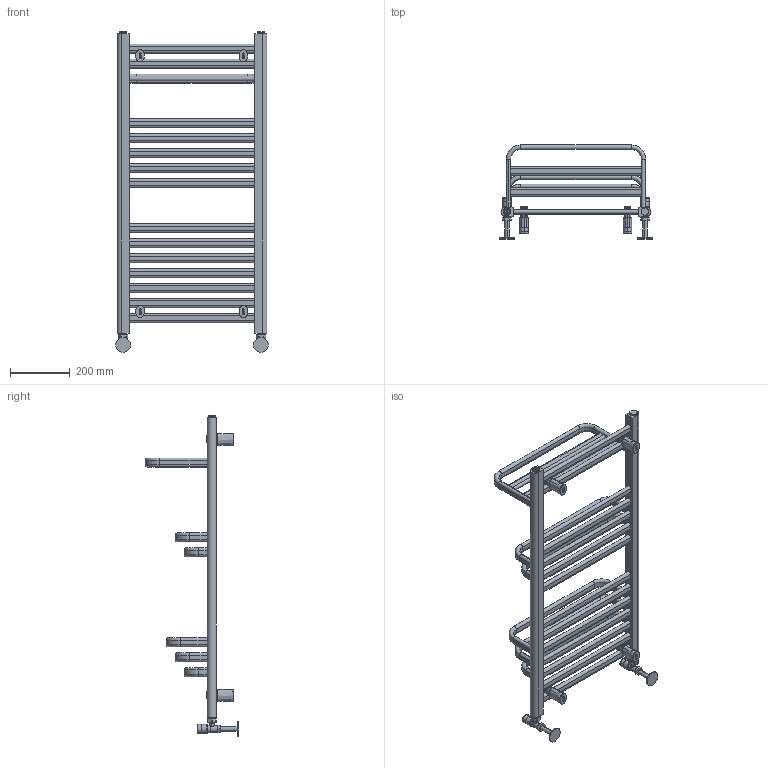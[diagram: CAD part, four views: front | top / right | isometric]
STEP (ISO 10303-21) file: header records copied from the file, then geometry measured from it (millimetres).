
FILE_DESCRIPTION (( 'STEP AP203' ), '1' );
FILE_NAME ('R11-1000x500T倰掖穡2.STEP', '2019-06-05T00:21:20', ( 'USER-' ), ( 'MS' ), 'SwSTEP 2.0', 'SolidWorks 2010', '' );
FILE_SCHEMA (( 'CONFIG_CONTROL_DESIGN' ));
Length unit declared in the file: millimetre
Products named in the file (17): RP0101-03; 褒概; R01盓傅郋极; M5X16坋趼蹟佪隊_GB_SOCKET_TYPE7 M5X16-C; 俔奪1; R11-1000x500T倰掖穡2; 500翋奪; 佪黑; 變瑞; RP0101-02; RP0102-01_Default; RP0101-03蚾庉裔; M6X35坋趼蹟佪隊_GB_WOOD_SCREWS_TYPE136 M6X35-C; 俔奪1 - 扥奪; 俔奪3; 俔奪2; R11盓奪
Assembly tree (38 placements, depth 3):
  R11-1000x500T倰掖穡2
    R11盓奪  x16
    變瑞
    500翋奪  x2
    俔奪1
    褒概  x2
    俔奪2  x2
    佪黑
    R01盓傅郋极  x4
      RP0101-03蚾庉裔
      M6X35坋趼蹟佪隊_GB_WOOD_SCREWS_TYPE136 M6X35-C
      RP0101-02
      RP0102-01_Default
      RP0101-03
      M5X16坋趼蹟佪隊_GB_SOCKET_TYPE7 M5X16-C
    俔奪3  x2
    俔奪1 - 扥奪
Bounding box: 510 x 312.5 x 1070.5 mm (x, y, z)
Volume: 6884753.3 mm3; surface area: 1267101.2 mm2
Topology: 54 solids, 54 shells, 1334 faces, 3144 edges, 1944 vertices
Faces by surface type: plane 508, cylinder 496, bspline 132, torus 96, cone 54, sphere 48
Entity records: 21141 total; most frequent: CARTESIAN_POINT 8713, DIRECTION 2185, ORIENTED_EDGE 2032, EDGE_CURVE 1016, AXIS2_PLACEMENT_3D 861, VERTEX_POINT 628, EDGE_LOOP 464, VECTOR 463
